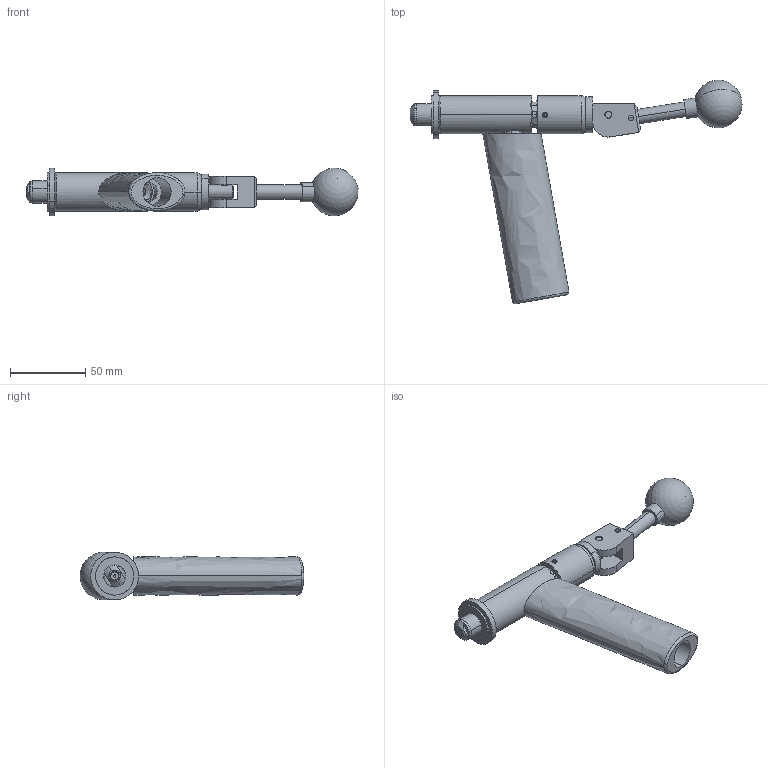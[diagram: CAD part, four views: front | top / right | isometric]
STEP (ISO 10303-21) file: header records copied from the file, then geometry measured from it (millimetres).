
FILE_DESCRIPTION (( 'STEP AP214' ), '1' );
FILE_NAME ('CTSC-003688.STEP', '2025-06-18T13:12:12', ( '' ), ( '' ), 'SwSTEP 2.0', 'SolidWorks 2023', '' );
FILE_SCHEMA (( 'AUTOMOTIVE_DESIGN' ));
Length unit declared in the file: inch
Products named in the file (1): CTSC-003688
Bounding box: 220.63 x 148.69 x 31.72 mm (x, y, z)
Volume: 155674.4 mm3; surface area: 51293.2 mm2
Topology: 10 solids, 10 shells, 317 faces, 776 edges, 497 vertices
Faces by surface type: cylinder 133, plane 117, cone 49, torus 9, bspline 7, sphere 2
Entity records: 15322 total; most frequent: CARTESIAN_POINT 3834, DIRECTION 1565, ORIENTED_EDGE 1538, EDGE_CURVE 769, AXIS2_PLACEMENT_3D 616, VERTEX_POINT 494, EDGE_LOOP 361, LINE 333
